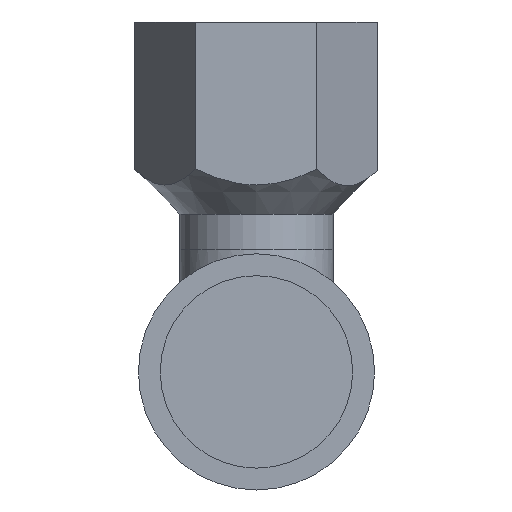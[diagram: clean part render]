
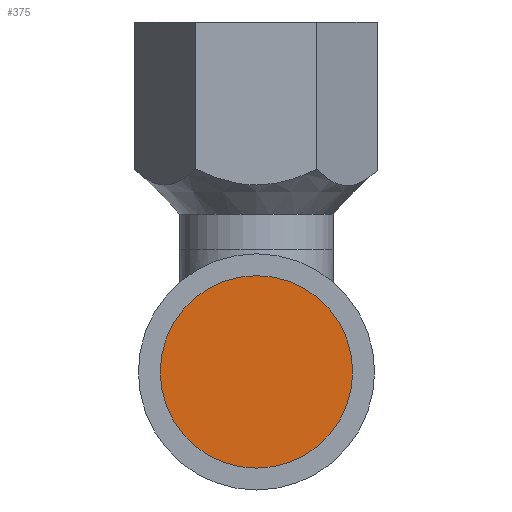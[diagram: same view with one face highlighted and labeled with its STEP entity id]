
A CAD part, front view. The second image highlights one B-rep face of the part: STEP entity #375.
In plain terms, the highlighted planar face has unit normal (0, -1, 0).
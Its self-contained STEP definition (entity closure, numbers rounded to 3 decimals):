
#87=ORIENTED_EDGE('',*,*,#162,.F.);
#162=EDGE_CURVE('',#202,#202,#235,.T.);
#202=VERTEX_POINT('',#981);
#235=CIRCLE('',#550,11.);
#262=EDGE_LOOP('',(#87));
#314=FACE_BOUND('',#262,.T.);
#356=PLANE('',#551);
#375=ADVANCED_FACE('',(#314),#356,.F.);
#550=AXIS2_PLACEMENT_3D('',#980,#615,#616);
#551=AXIS2_PLACEMENT_3D('',#982,#617,#618);
#615=DIRECTION('',(0.,1.,0.));
#616=DIRECTION('',(1.,0.,0.));
#617=DIRECTION('',(0.,1.,0.));
#618=DIRECTION('',(0.,0.,1.));
#980=CARTESIAN_POINT('',(0.,-16.25,0.));
#981=CARTESIAN_POINT('',(11.,-16.25,0.));
#982=CARTESIAN_POINT('',(0.,-16.25,0.));
